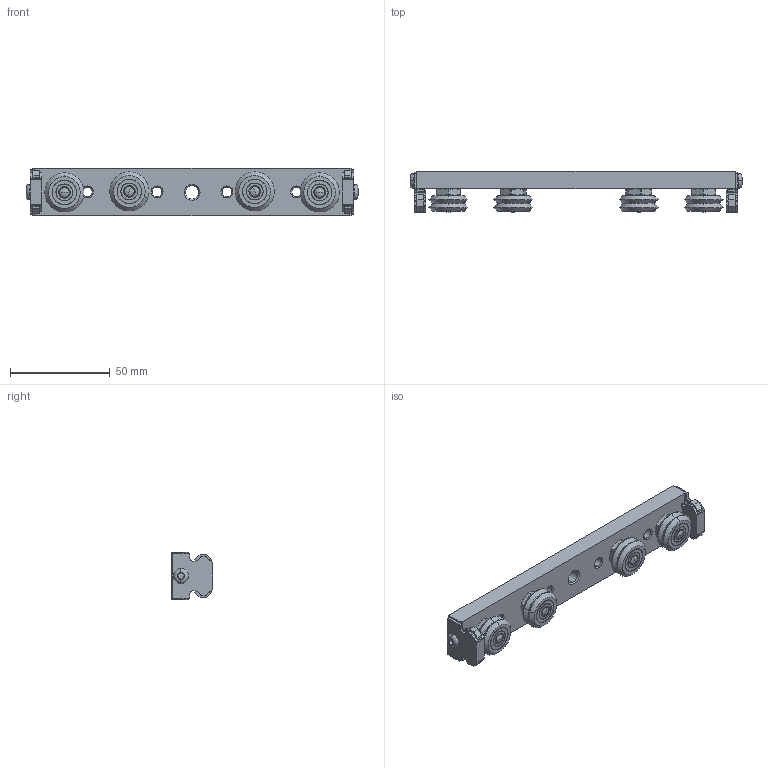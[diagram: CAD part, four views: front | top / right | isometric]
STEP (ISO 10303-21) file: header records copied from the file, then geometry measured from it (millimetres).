
FILE_DESCRIPTION (( 'STEP AP203' ), '1' );
FILE_NAME ('LUV-1-4W.step', '2024-05-13T17:26:40', ( '' ), ( '' ), 'SwSTEP 2.0', 'SolidWorks 2023', '' );
FILE_SCHEMA (( 'CONFIG_CONTROL_DESIGN' ));
Length unit declared in the file: millimetre
Products named in the file (1): LUV-1-4W
Bounding box: 166.45 x 20.73 x 24 mm (x, y, z)
Volume: 43759.4 mm3; surface area: 23020.5 mm2
Topology: 9 solids, 9 shells, 824 faces, 1915 edges, 1162 vertices
Faces by surface type: cylinder 244, plane 242, cone 166, bspline 160, torus 12
Entity records: 30258 total; most frequent: CARTESIAN_POINT 12082, ORIENTED_EDGE 3806, DIRECTION 3791, EDGE_CURVE 1903, AXIS2_PLACEMENT_3D 1523, VERTEX_POINT 1162, EDGE_LOOP 911, CIRCLE 858
